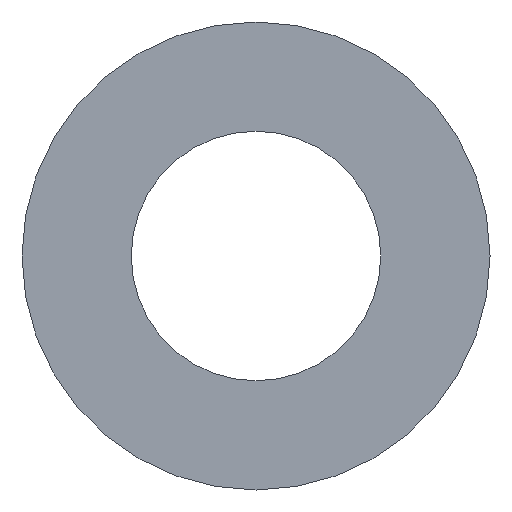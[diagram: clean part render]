
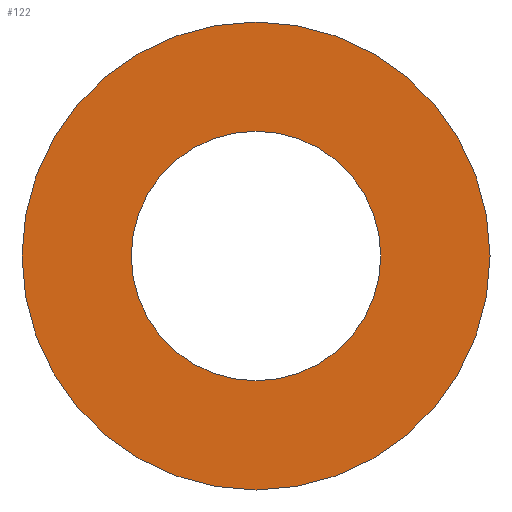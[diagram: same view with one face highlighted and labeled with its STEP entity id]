
A CAD part, front view. The second image highlights one B-rep face of the part: STEP entity #122.
In plain terms, the highlighted planar face has unit normal (0, -1, 0).
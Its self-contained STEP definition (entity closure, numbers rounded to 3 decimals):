
#2 = DIRECTION ( 'NONE',  ( 0., 0., -1. ) ) ;
#9 = DIRECTION ( 'NONE',  ( 0., 1., 0. ) ) ;
#11 = ORIENTED_EDGE ( 'NONE', *, *, #169, .F. ) ;
#13 = CARTESIAN_POINT ( 'NONE',  ( 0., 0., 0. ) ) ;
#17 = VERTEX_POINT ( 'NONE', #184 ) ;
#20 = AXIS2_PLACEMENT_3D ( 'NONE', #97, #118, #117 ) ;
#22 = CARTESIAN_POINT ( 'NONE',  ( 0., 0., 3. ) ) ;
#37 = CARTESIAN_POINT ( 'NONE',  ( 0., 0., 0. ) ) ;
#40 = CIRCLE ( 'NONE', #102, 3. ) ;
#41 = VERTEX_POINT ( 'NONE', #22 ) ;
#43 = AXIS2_PLACEMENT_3D ( 'NONE', #37, #57, #50 ) ;
#46 = CIRCLE ( 'NONE', #124, 3. ) ;
#47 = ORIENTED_EDGE ( 'NONE', *, *, #90, .F. ) ;
#50 = DIRECTION ( 'NONE',  ( 0., 0., 1. ) ) ;
#54 = VERTEX_POINT ( 'NONE', #185 ) ;
#55 = PLANE ( 'NONE',  #43 ) ;
#57 = DIRECTION ( 'NONE',  ( 0., 1., 0. ) ) ;
#59 = AXIS2_PLACEMENT_3D ( 'NONE', #172, #167, #166 ) ;
#63 = FACE_OUTER_BOUND ( 'NONE', #66, .T. ) ;
#64 = EDGE_CURVE ( 'NONE', #100, #17, #111, .T. ) ;
#66 = EDGE_LOOP ( 'NONE', ( #71, #11 ) ) ;
#71 = ORIENTED_EDGE ( 'NONE', *, *, #152, .F. ) ;
#82 = CIRCLE ( 'NONE', #20, 1.6 ) ;
#90 = EDGE_CURVE ( 'NONE', #17, #100, #82, .T. ) ;
#97 = CARTESIAN_POINT ( 'NONE',  ( 0., 0., 0. ) ) ;
#100 = VERTEX_POINT ( 'NONE', #134 ) ;
#102 = AXIS2_PLACEMENT_3D ( 'NONE', #13, #9, #2 ) ;
#104 = ORIENTED_EDGE ( 'NONE', *, *, #64, .F. ) ;
#111 = CIRCLE ( 'NONE', #59, 1.6 ) ;
#117 = DIRECTION ( 'NONE',  ( 0., 0., -1. ) ) ;
#118 = DIRECTION ( 'NONE',  ( 0., -1., 0. ) ) ;
#122 = ADVANCED_FACE ( 'NONE', ( #153, #63 ), #55, .F. ) ;
#124 = AXIS2_PLACEMENT_3D ( 'NONE', #211, #207, #205 ) ;
#134 = CARTESIAN_POINT ( 'NONE',  ( 0., 0., 1.6 ) ) ;
#152 = EDGE_CURVE ( 'NONE', #54, #41, #40, .T. ) ;
#153 = FACE_BOUND ( 'NONE', #158, .T. ) ;
#158 = EDGE_LOOP ( 'NONE', ( #47, #104 ) ) ;
#166 = DIRECTION ( 'NONE',  ( 0., 0., -1. ) ) ;
#167 = DIRECTION ( 'NONE',  ( 0., -1., 0. ) ) ;
#169 = EDGE_CURVE ( 'NONE', #41, #54, #46, .T. ) ;
#172 = CARTESIAN_POINT ( 'NONE',  ( 0., 0., 0. ) ) ;
#184 = CARTESIAN_POINT ( 'NONE',  ( 0., 0., -1.6 ) ) ;
#185 = CARTESIAN_POINT ( 'NONE',  ( 0., 0., -3. ) ) ;
#205 = DIRECTION ( 'NONE',  ( 0., 0., -1. ) ) ;
#207 = DIRECTION ( 'NONE',  ( 0., 1., 0. ) ) ;
#211 = CARTESIAN_POINT ( 'NONE',  ( 0., 0., 0. ) ) ;
